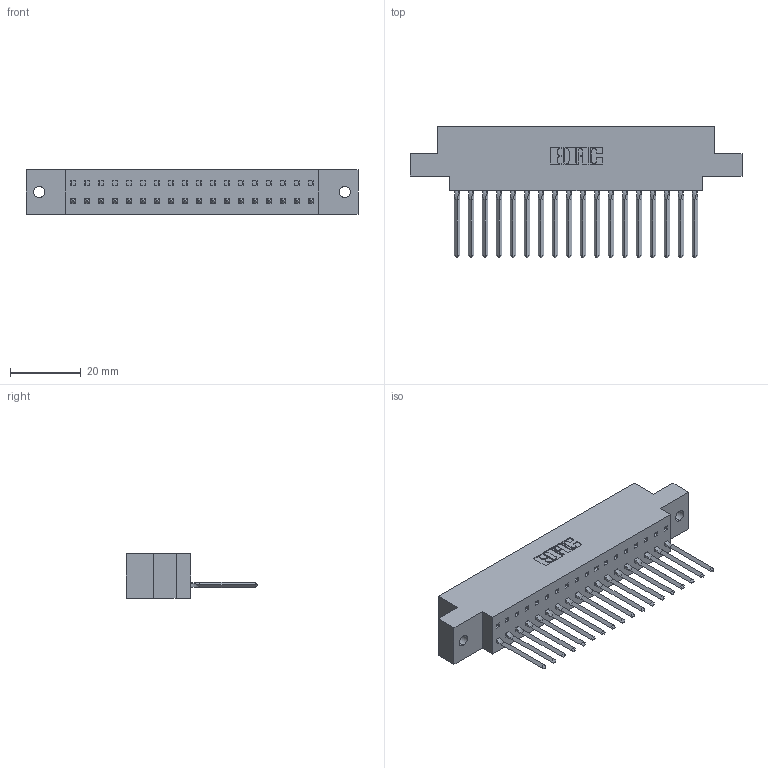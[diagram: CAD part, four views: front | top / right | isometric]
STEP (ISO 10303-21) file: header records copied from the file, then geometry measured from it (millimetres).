
FILE_DESCRIPTION (( 'STEP AP203' ), '1' );
FILE_NAME ('317-018-541-602.STEP', '2020-02-27T15:53:25', ( '' ), ( '' ), 'SwSTEP 2.0', 'SolidWorks 2016', '' );
FILE_SCHEMA (( 'CONFIG_CONTROL_DESIGN' ));
Length unit declared in the file: inch
Products named in the file (3): 317-290-002_541; 317-018-541-602; 317 Part_.144 Dia
Assembly tree (19 placements, depth 2):
  317-018-541-602
    317 Part_.144 Dia
    317-290-002_541  x18
Bounding box: 94.03 x 37.34 x 12.7 mm (x, y, z)
Volume: 14474 mm3; surface area: 19386 mm2
Topology: 19 solids, 19 shells, 2838 faces, 8087 edges, 5258 vertices
Faces by surface type: plane 2290, cylinder 476, bspline 72
Entity records: 30342 total; most frequent: CARTESIAN_POINT 6023, ORIENTED_EDGE 5294, DIRECTION 4331, EDGE_CURVE 2647, LINE 2283, VECTOR 2283, VERTEX_POINT 1756, AXIS2_PLACEMENT_3D 1024
